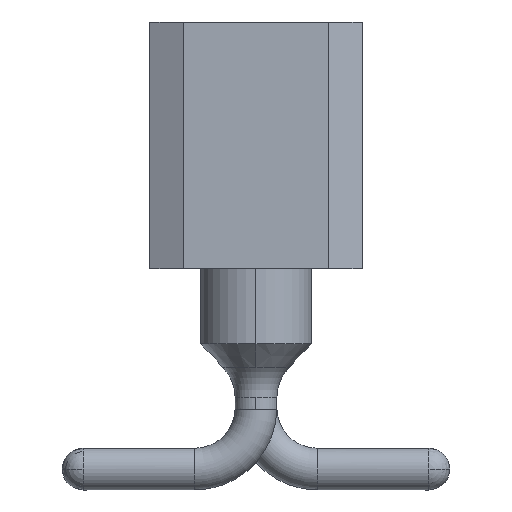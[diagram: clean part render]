
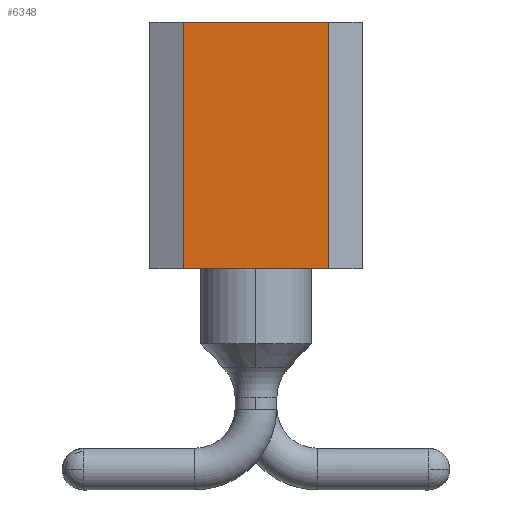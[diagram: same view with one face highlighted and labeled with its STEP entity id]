
A CAD part, front view. The second image highlights one B-rep face of the part: STEP entity #6348.
In plain terms, the highlighted planar face has unit normal (0, -1, 0).
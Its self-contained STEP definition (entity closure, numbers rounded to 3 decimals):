
#6322 = VERTEX_POINT('',#6323);
#6323 = CARTESIAN_POINT('',(0.87,-6.35,
    5.6));
#6329 = EDGE_CURVE('',#6330,#6322,#6332,.T.);
#6330 = VERTEX_POINT('',#6331);
#6331 = CARTESIAN_POINT('',(0.87,-6.35,
    2.65));
#6332 = LINE('',#6333,#6334);
#6333 = CARTESIAN_POINT('',(0.87,-6.35,
    2.65));
#6334 = VECTOR('',#6335,1.);
#6335 = DIRECTION('',(0.,0.,1.));
#6348 = ADVANCED_FACE('',(#6349),#6374,.T.);
#6349 = FACE_BOUND('',#6350,.T.);
#6350 = EDGE_LOOP('',(#6351,#6359,#6367,#6373));
#6351 = ORIENTED_EDGE('',*,*,#6352,.T.);
#6352 = EDGE_CURVE('',#6322,#6353,#6355,.T.);
#6353 = VERTEX_POINT('',#6354);
#6354 = CARTESIAN_POINT('',(-0.87,-6.35,
    5.6));
#6355 = LINE('',#6356,#6357);
#6356 = CARTESIAN_POINT('',(0.87,-6.35,
    5.6));
#6357 = VECTOR('',#6358,1.);
#6358 = DIRECTION('',(-1.,0.,0.));
#6359 = ORIENTED_EDGE('',*,*,#6360,.F.);
#6360 = EDGE_CURVE('',#6361,#6353,#6363,.T.);
#6361 = VERTEX_POINT('',#6362);
#6362 = CARTESIAN_POINT('',(-0.87,-6.35,
    2.65));
#6363 = LINE('',#6364,#6365);
#6364 = CARTESIAN_POINT('',(-0.87,-6.35,
    2.65));
#6365 = VECTOR('',#6366,1.);
#6366 = DIRECTION('',(0.,0.,1.));
#6367 = ORIENTED_EDGE('',*,*,#6368,.F.);
#6368 = EDGE_CURVE('',#6330,#6361,#6369,.T.);
#6369 = LINE('',#6370,#6371);
#6370 = CARTESIAN_POINT('',(0.87,-6.35,
    2.65));
#6371 = VECTOR('',#6372,1.);
#6372 = DIRECTION('',(-1.,0.,0.));
#6373 = ORIENTED_EDGE('',*,*,#6329,.T.);
#6374 = PLANE('',#6375);
#6375 = AXIS2_PLACEMENT_3D('',#6376,#6377,#6378);
#6376 = CARTESIAN_POINT('',(0.,-6.35,
    2.65));
#6377 = DIRECTION('',(0.,-1.,0.));
#6378 = DIRECTION('',(1.,0.,0.));
